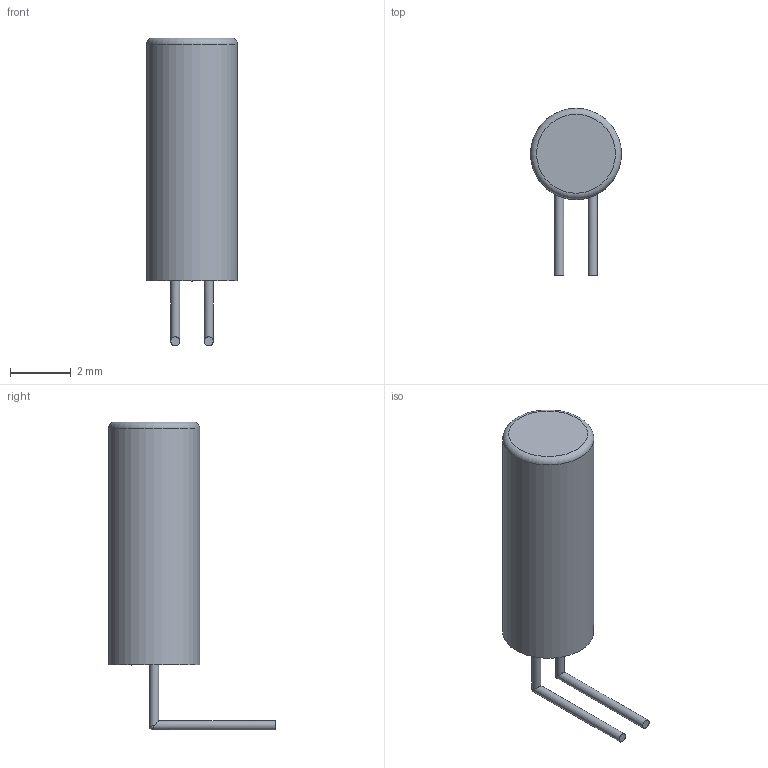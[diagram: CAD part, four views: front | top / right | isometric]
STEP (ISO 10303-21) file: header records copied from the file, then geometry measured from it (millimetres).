
FILE_DESCRIPTION(/* description */ (''),/* implementation_level */ '2;1');
FILE_NAME(/* name */ 'KX-38.stp',/* time_stamp */ '2016-03-03T09:32:55+02:00',/* author */ ('Oleg'),/* organization */ (''),/* preprocessor_version */ 'ST-DEVELOPER v15.2',/* originating_system */ 'Autodesk Inventor 2014',/* authorisation */ '');
FILE_SCHEMA (('AUTOMOTIVE_DESIGN { 1 0 10303 214 3 1 1 }'));
Length unit declared in the file: millimetre
Products named in the file (2): KX-38
Bounding box: 3 x 5.5 x 10.15 mm (x, y, z)
Volume: 56.4 mm3; surface area: 101.9 mm2
Topology: 1 solids, 1 shells, 19 faces, 38 edges, 21 vertices
Faces by surface type: plane 10, cylinder 6, bspline 2, torus 1
Full cylindrical faces by diameter (mm): 0.3 x4, 2.4 x1, 3 x1
Entity records: 559 total; most frequent: CARTESIAN_POINT 128, DIRECTION 82, ORIENTED_EDGE 54, AXIS2_PLACEMENT_3D 35, EDGE_LOOP 30, EDGE_CURVE 27, VERTEX_POINT 21, ADVANCED_FACE 19
